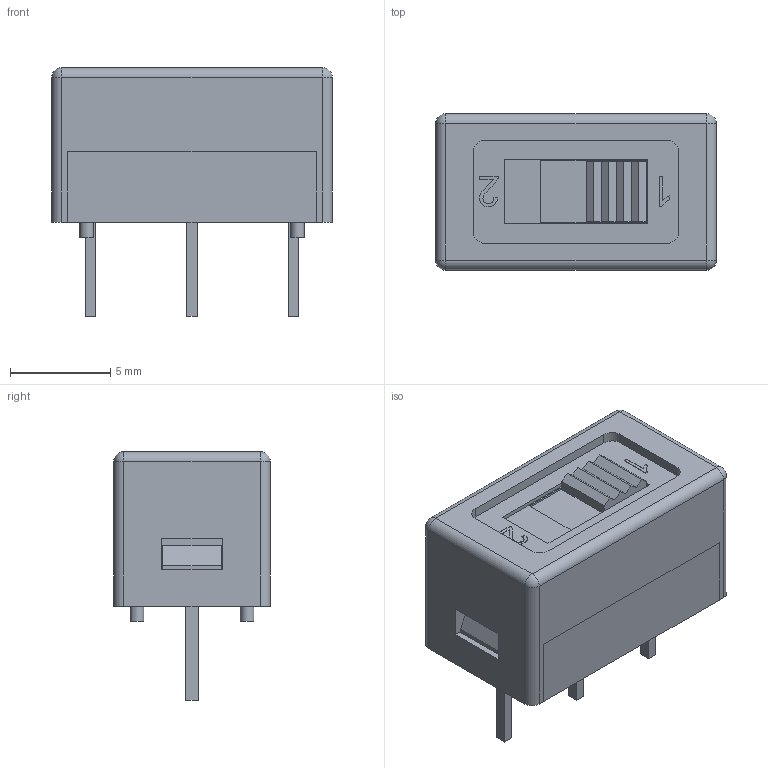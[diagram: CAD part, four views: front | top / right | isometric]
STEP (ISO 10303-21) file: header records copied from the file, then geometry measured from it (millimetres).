
FILE_DESCRIPTION(/* description */ (''),/* implementation_level */ '2;1');
FILE_NAME(/* name */ '600SPxS1M3x.stp',/* time_stamp */ '2025-05-15T09:49:11-05:00',/* author */ ('mroman'),/* organization */ (''),/* preprocessor_version */ 'ST-DEVELOPER v18.1',/* originating_system */ 'Autodesk Inventor 2022',/* authorisation */ '');
FILE_SCHEMA (('AUTOMOTIVE_DESIGN { 1 0 10303 214 3 1 1 }'));
Length unit declared in the file: millimetre
Products named in the file (1): 600SPxS1M3x
Bounding box: 14 x 7.8 x 12.4 mm (x, y, z)
Volume: 602.7 mm3; surface area: 1012.1 mm2
Topology: 1 solids, 1 shells, 151 faces, 383 edges, 248 vertices
Faces by surface type: plane 118, cylinder 18, bspline 11, sphere 4
Full cylindrical faces by diameter (mm): 0.68 x4
Entity records: 4548 total; most frequent: CARTESIAN_POINT 922, ORIENTED_EDGE 758, DIRECTION 675, EDGE_CURVE 379, LINE 321, VECTOR 321, VERTEX_POINT 248, AXIS2_PLACEMENT_3D 177
